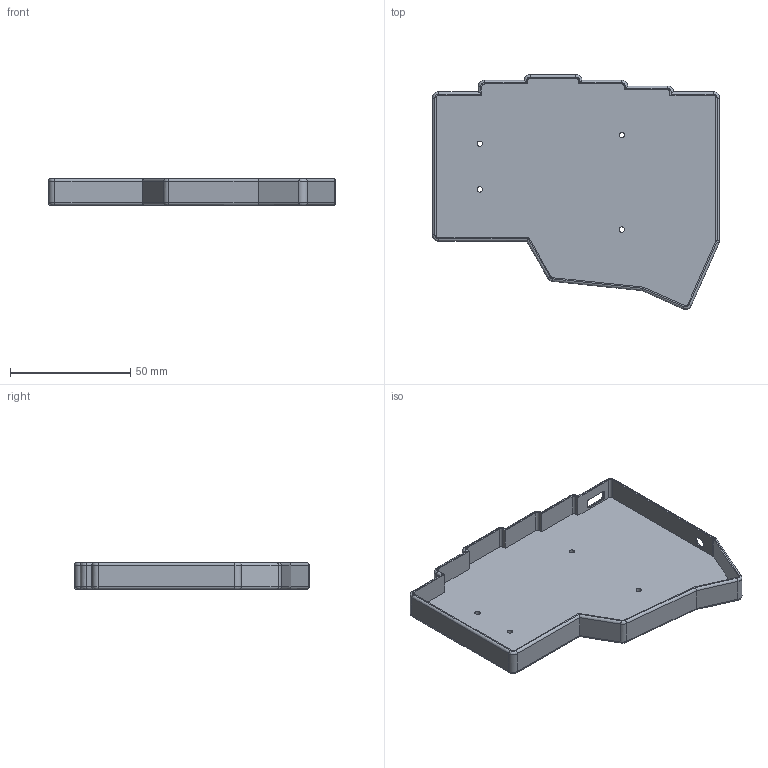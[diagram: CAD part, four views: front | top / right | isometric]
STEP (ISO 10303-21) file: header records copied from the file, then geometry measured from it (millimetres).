
FILE_DESCRIPTION(/* description */ (''),/* implementation_level */ '2;1');
FILE_NAME(/* name */ 'corne-v4-mini-left.step',/* time_stamp */ '2024-03-19T01:13:06+09:00',/* author */ (''),/* organization */ (''),/* preprocessor_version */ 'ST-DEVELOPER v20',/* originating_system */ 'Autodesk Translation Framework v12.20.1.177',/* authorisation */ '');
FILE_SCHEMA (('AUTOMOTIVE_DESIGN { 1 0 10303 214 3 1 1 }'));
Length unit declared in the file: millimetre
Products named in the file (1): corne-v4-mini
Bounding box: 119.31 x 97.62 x 11.1 mm (x, y, z)
Volume: 23617.2 mm3; surface area: 26124 mm2
Topology: 1 solids, 1 shells, 129 faces, 320 edges, 194 vertices
Faces by surface type: bspline 44, cylinder 41, plane 39, torus 5
Full cylindrical faces by diameter (mm): 2.2 x4, 4.6 x1
Entity records: 7541 total; most frequent: CARTESIAN_POINT 4653, ORIENTED_EDGE 640, DIRECTION 493, EDGE_CURVE 320, VERTEX_POINT 194, LINE 171, VECTOR 171, AXIS2_PLACEMENT_3D 161
